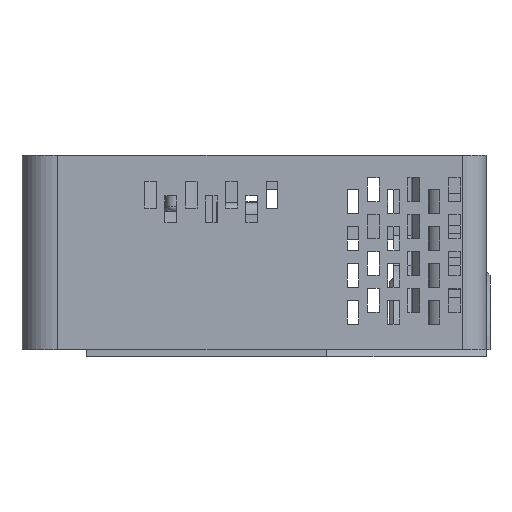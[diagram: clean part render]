
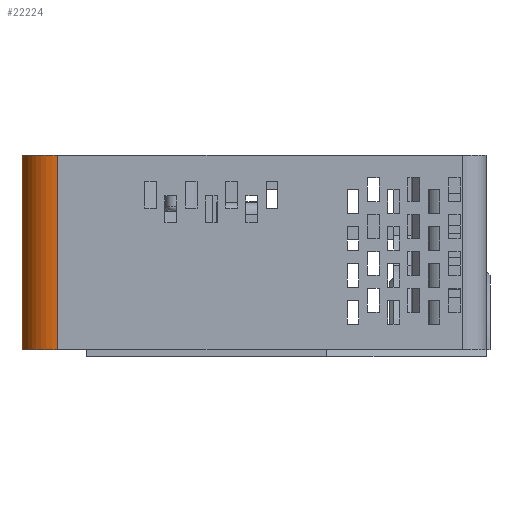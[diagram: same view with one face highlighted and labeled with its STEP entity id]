
A CAD part, left-side view. The second image highlights one B-rep face of the part: STEP entity #22224.
In plain terms, the highlighted cylindrical face has radius 6 mm (diameter 12 mm), a partial arc.
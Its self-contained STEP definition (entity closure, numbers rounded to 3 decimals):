
#2581=LINE('',#33536,#5352);
#2880=LINE('',#34160,#5651);
#5352=VECTOR('',#26024,1000.);
#5651=VECTOR('',#26469,1000.);
#6915=CYLINDRICAL_SURFACE('',#23512,6.);
#7100=FACE_OUTER_BOUND('',#8472,.T.);
#8472=EDGE_LOOP('',(#17542,#17543,#17544,#17545));
#9872=CIRCLE('',#23360,6.);
#9879=CIRCLE('',#23369,6.);
#10286=VERTEX_POINT('',#30307);
#10287=VERTEX_POINT('',#30309);
#10450=VERTEX_POINT('',#31449);
#10451=VERTEX_POINT('',#31451);
#12502=EDGE_CURVE('',#10287,#10286,#9872,.T.);
#12668=EDGE_CURVE('',#10450,#10451,#9879,.T.);
#13612=EDGE_CURVE('',#10287,#10450,#2581,.T.);
#13928=EDGE_CURVE('',#10286,#10451,#2880,.T.);
#17542=ORIENTED_EDGE('',*,*,#12502,.T.);
#17543=ORIENTED_EDGE('',*,*,#13928,.T.);
#17544=ORIENTED_EDGE('',*,*,#12668,.F.);
#17545=ORIENTED_EDGE('',*,*,#13612,.F.);
#22224=ADVANCED_FACE('',(#7100),#6915,.T.);
#23360=AXIS2_PLACEMENT_3D('',#30310,#24881,#24882);
#23369=AXIS2_PLACEMENT_3D('',#31452,#24995,#24996);
#23512=AXIS2_PLACEMENT_3D('',#34159,#26467,#26468);
#24881=DIRECTION('center_axis',(0.,0.,-1.));
#24882=DIRECTION('ref_axis',(-1.,0.,0.));
#24995=DIRECTION('center_axis',(0.,0.,-1.));
#24996=DIRECTION('ref_axis',(-1.,0.,0.));
#26024=DIRECTION('',(0.,0.,-1.));
#26467=DIRECTION('center_axis',(0.,0.,-1.));
#26468=DIRECTION('ref_axis',(-1.,0.,0.));
#26469=DIRECTION('',(0.,0.,-1.));
#30307=CARTESIAN_POINT('',(-68.032,101.513,-108.345));
#30309=CARTESIAN_POINT('',(-78.688,97.729,-108.345));
#30310=CARTESIAN_POINT('Origin',(-72.688,97.729,-108.345));
#31449=CARTESIAN_POINT('',(-78.688,97.729,-141.045));
#31451=CARTESIAN_POINT('',(-68.032,101.513,-141.045));
#31452=CARTESIAN_POINT('Origin',(-72.688,97.729,-141.045));
#33536=CARTESIAN_POINT('',(-78.688,97.729,-108.345));
#34159=CARTESIAN_POINT('Origin',(-72.688,97.729,-108.345));
#34160=CARTESIAN_POINT('',(-68.032,101.513,-108.345));
